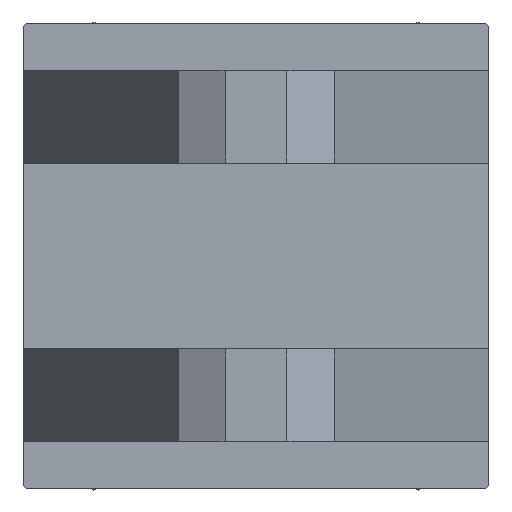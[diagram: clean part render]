
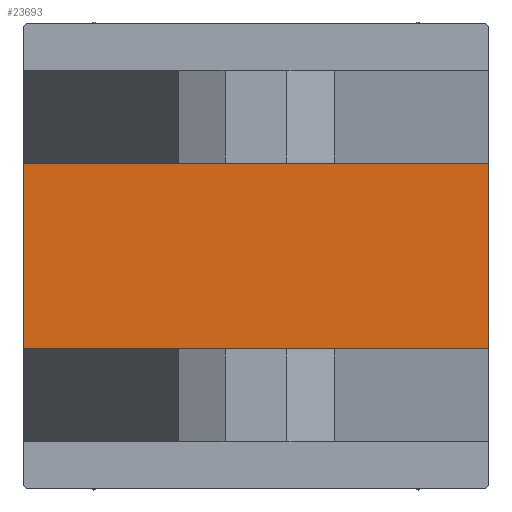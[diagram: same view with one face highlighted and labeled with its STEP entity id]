
A CAD part, left-side view. The second image highlights one B-rep face of the part: STEP entity #23693.
In plain terms, the highlighted planar face has unit normal (-1, 0, 0).
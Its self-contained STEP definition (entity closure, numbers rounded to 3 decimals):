
#335 = VERTEX_POINT ( 'NONE', #29716 ) ;
#3404 = LINE ( 'NONE', #18783, #24446 ) ;
#3408 = EDGE_CURVE ( 'NONE', #33679, #40123, #48761, .T. ) ;
#3464 = ORIENTED_EDGE ( 'NONE', *, *, #14813, .T. ) ;
#8434 = VERTEX_POINT ( 'NONE', #9346 ) ;
#9346 = CARTESIAN_POINT ( 'NONE',  ( 0., 15., -37.5 ) ) ;
#10944 = ORIENTED_EDGE ( 'NONE', *, *, #3408, .F. ) ;
#11409 = EDGE_LOOP ( 'NONE', ( #3464, #10944, #14571, #27620 ) ) ;
#14571 = ORIENTED_EDGE ( 'NONE', *, *, #36235, .F. ) ;
#14813 = EDGE_CURVE ( 'NONE', #8434, #40123, #15683, .T. ) ;
#15683 = LINE ( 'NONE', #46454, #43994 ) ;
#17253 = FACE_OUTER_BOUND ( 'NONE', #11409, .T. ) ;
#18783 = CARTESIAN_POINT ( 'NONE',  ( 0., 15., 37.5 ) ) ;
#19476 = AXIS2_PLACEMENT_3D ( 'NONE', #24055, #39972, #48047 ) ;
#23693 = ADVANCED_FACE ( 'NONE', ( #17253 ), #27847, .T. ) ;
#24055 = CARTESIAN_POINT ( 'NONE',  ( 0., 0., 0. ) ) ;
#24446 = VECTOR ( 'NONE', #26347, 1000. ) ;
#26011 = CARTESIAN_POINT ( 'NONE',  ( 0., -15., 37.5 ) ) ;
#26347 = DIRECTION ( 'NONE',  ( 0., 0., -1. ) ) ;
#27028 = CARTESIAN_POINT ( 'NONE',  ( 0., -15., -37.5 ) ) ;
#27620 = ORIENTED_EDGE ( 'NONE', *, *, #31754, .T. ) ;
#27847 = PLANE ( 'NONE',  #19476 ) ;
#29663 = DIRECTION ( 'NONE',  ( 0., -1., 0. ) ) ;
#29716 = CARTESIAN_POINT ( 'NONE',  ( 0., 15., 37.5 ) ) ;
#31754 = EDGE_CURVE ( 'NONE', #335, #8434, #3404, .T. ) ;
#33679 = VERTEX_POINT ( 'NONE', #33684 ) ;
#33684 = CARTESIAN_POINT ( 'NONE',  ( 0., -15., 37.5 ) ) ;
#36235 = EDGE_CURVE ( 'NONE', #335, #33679, #36995, .T. ) ;
#36752 = CARTESIAN_POINT ( 'NONE',  ( 0., 37.5, 37.5 ) ) ;
#36995 = LINE ( 'NONE', #36752, #47983 ) ;
#38781 = VECTOR ( 'NONE', #48260, 1000. ) ;
#39133 = DIRECTION ( 'NONE',  ( 0., -1., 0. ) ) ;
#39972 = DIRECTION ( 'NONE',  ( -1., 0., 0. ) ) ;
#40123 = VERTEX_POINT ( 'NONE', #27028 ) ;
#43994 = VECTOR ( 'NONE', #39133, 1000. ) ;
#46454 = CARTESIAN_POINT ( 'NONE',  ( 0., 37.5, -37.5 ) ) ;
#47983 = VECTOR ( 'NONE', #29663, 1000. ) ;
#48047 = DIRECTION ( 'NONE',  ( 0., 0., 1. ) ) ;
#48260 = DIRECTION ( 'NONE',  ( 0., 0., -1. ) ) ;
#48761 = LINE ( 'NONE', #26011, #38781 ) ;
